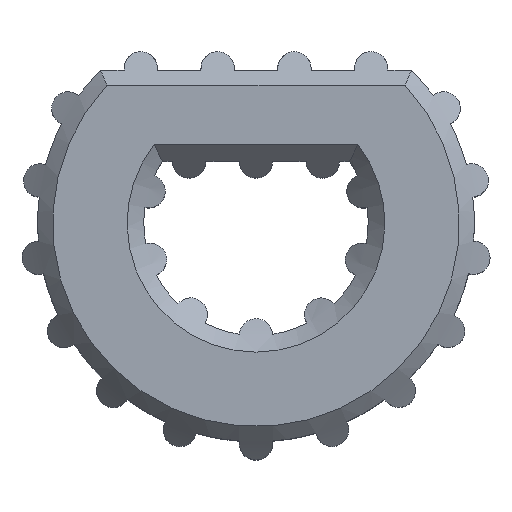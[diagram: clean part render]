
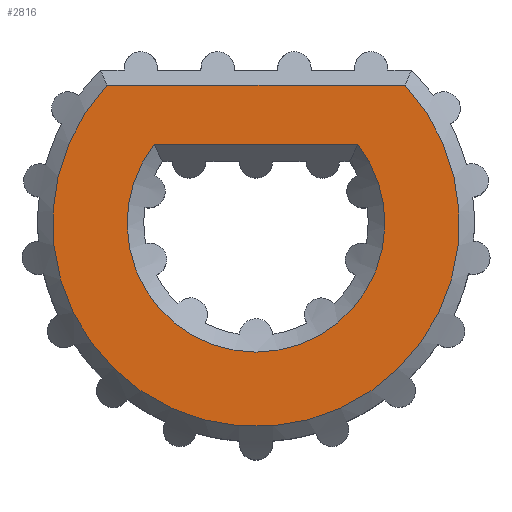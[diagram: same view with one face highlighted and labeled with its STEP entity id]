
A CAD part, top view. The second image highlights one B-rep face of the part: STEP entity #2816.
In plain terms, the highlighted planar face has unit normal (0, 0, 1).
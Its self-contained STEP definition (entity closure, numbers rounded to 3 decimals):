
#1150 = VERTEX_POINT('',#1151);
#1151 = CARTESIAN_POINT('',(-4.466,4.14,3.25));
#1160 = EDGE_CURVE('',#1150,#1161,#1163,.T.);
#1161 = VERTEX_POINT('',#1162);
#1162 = CARTESIAN_POINT('',(4.466,4.14,3.25));
#1163 = CIRCLE('',#1164,6.09);
#1164 = AXIS2_PLACEMENT_3D('',#1165,#1166,#1167);
#1165 = CARTESIAN_POINT('',(0.,0.,3.25));
#1166 = DIRECTION('',(0.,0.,1.));
#1167 = DIRECTION('',(-0.733,0.68,0.));
#2695 = EDGE_CURVE('',#1150,#1161,#2696,.T.);
#2696 = LINE('',#2697,#2698);
#2697 = CARTESIAN_POINT('',(-4.466,4.14,3.25));
#2698 = VECTOR('',#2699,1.);
#2699 = DIRECTION('',(1.,0.,0.));
#2816 = ADVANCED_FACE('',(#2817,#2821),#2840,.T.);
#2817 = FACE_BOUND('',#2818,.T.);
#2818 = EDGE_LOOP('',(#2819,#2820));
#2819 = ORIENTED_EDGE('',*,*,#2695,.F.);
#2820 = ORIENTED_EDGE('',*,*,#1160,.T.);
#2821 = FACE_BOUND('',#2822,.T.);
#2822 = EDGE_LOOP('',(#2823,#2834));
#2823 = ORIENTED_EDGE('',*,*,#2824,.F.);
#2824 = EDGE_CURVE('',#2825,#2827,#2829,.T.);
#2825 = VERTEX_POINT('',#2826);
#2826 = CARTESIAN_POINT('',(-3.055,2.36,3.25));
#2827 = VERTEX_POINT('',#2828);
#2828 = CARTESIAN_POINT('',(3.055,2.36,3.25));
#2829 = CIRCLE('',#2830,3.86);
#2830 = AXIS2_PLACEMENT_3D('',#2831,#2832,#2833);
#2831 = CARTESIAN_POINT('',(0.,0.,3.25));
#2832 = DIRECTION('',(0.,0.,1.));
#2833 = DIRECTION('',(-0.791,0.611,0.));
#2834 = ORIENTED_EDGE('',*,*,#2835,.T.);
#2835 = EDGE_CURVE('',#2825,#2827,#2836,.T.);
#2836 = LINE('',#2837,#2838);
#2837 = CARTESIAN_POINT('',(-3.055,2.36,3.25));
#2838 = VECTOR('',#2839,1.);
#2839 = DIRECTION('',(1.,0.,0.));
#2840 = PLANE('',#2841);
#2841 = AXIS2_PLACEMENT_3D('',#2842,#2843,#2844);
#2842 = CARTESIAN_POINT('',(0.042,-0.496,3.25));
#2843 = DIRECTION('',(0.,0.,1.));
#2844 = DIRECTION('',(0.,1.,0.));
